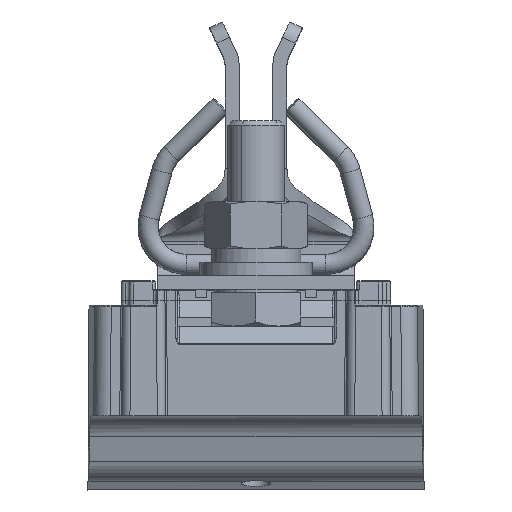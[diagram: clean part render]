
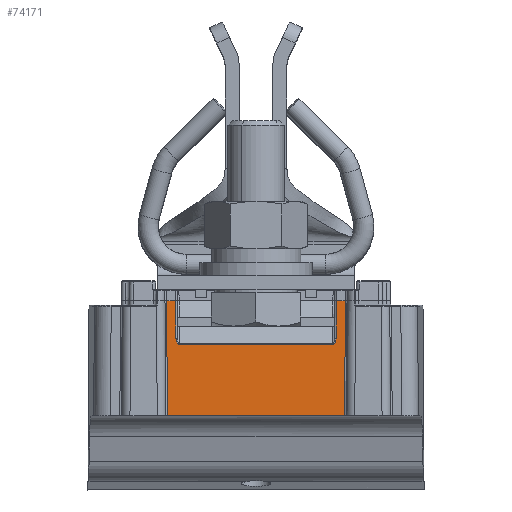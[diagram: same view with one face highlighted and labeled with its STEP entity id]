
A CAD part, top view. The second image highlights one B-rep face of the part: STEP entity #74171.
In plain terms, the highlighted face is planar.
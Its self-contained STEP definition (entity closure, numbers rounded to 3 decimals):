
#32100=CARTESIAN_POINT('',(15.895,-75.605,
33.5));
#32108=CARTESIAN_POINT('',(15.776,-75.724,
13.));
#34649=DIRECTION('',(-1.,0.,0.));
#34650=VECTOR('',#34649,1.6);
#34651=CARTESIAN_POINT('',(15.895,-75.605,
33.5));
#34652=LINE('',#34651,#34650);
#34657=DIRECTION('',(1.,0.,0.));
#34658=VECTOR('',#34657,1.6);
#34659=CARTESIAN_POINT('',(-15.895,-75.605,
33.5));
#34660=LINE('',#34659,#34658);
#34661=DIRECTION('',(0.006,-0.006,-1.));
#34662=VECTOR('',#34661,6.707);
#34663=CARTESIAN_POINT('',(-14.295,-75.605,
33.5));
#34664=LINE('',#34663,#34662);
#34665=CARTESIAN_POINT('',(-14.256,-75.644,
26.793));
#34666=CARTESIAN_POINT('',(-14.244,-75.645,
26.608));
#34667=CARTESIAN_POINT('',(-14.215,-75.647,
26.301));
#34668=CARTESIAN_POINT('',(-14.126,-75.648,
26.097));
#34669=CARTESIAN_POINT('',(-14.068,-75.649,
25.966));
#34670=CARTESIAN_POINT('',(-14.027,-75.649,
25.899));
#34671=CARTESIAN_POINT('',(-13.993,-75.65,
25.85));
#34672=CARTESIAN_POINT('',(-13.896,-75.65,
25.752));
#34673=CARTESIAN_POINT('',(-13.772,-75.651,
25.665));
#34674=CARTESIAN_POINT('',(-13.692,-75.651,
25.652));
#34675=CARTESIAN_POINT('',(-13.651,-75.651,
25.654));
#34677=DIRECTION('',(0.006,0.006,1.));
#34678=VECTOR('',#34677,6.707);
#34679=CARTESIAN_POINT('',(14.256,-75.644,
26.793));
#34680=LINE('',#34679,#34678);
#34681=DIRECTION('',(-0.006,-0.006,-1.));
#34682=VECTOR('',#34681,20.501);
#34683=CARTESIAN_POINT('',(15.895,-75.605,
33.5));
#34684=LINE('',#34683,#34682);
#34685=DIRECTION('',(-1.,0.,0.));
#34686=VECTOR('',#34685,31.551);
#34687=CARTESIAN_POINT('',(15.776,-75.724,
13.));
#34688=LINE('',#34687,#34686);
#34689=DIRECTION('',(-0.006,0.006,1.));
#34690=VECTOR('',#34689,20.501);
#34691=CARTESIAN_POINT('',(-15.776,-75.724,
13.));
#34692=LINE('',#34691,#34690);
#34777=CARTESIAN_POINT('',(14.256,-75.644,
26.793));
#34778=CARTESIAN_POINT('',(14.243,-75.645,
26.601));
#34779=CARTESIAN_POINT('',(14.212,-75.647,
26.285));
#34780=CARTESIAN_POINT('',(14.125,-75.648,
26.092));
#34781=CARTESIAN_POINT('',(14.065,-75.649,
25.964));
#34782=CARTESIAN_POINT('',(14.024,-75.649,
25.895));
#34783=CARTESIAN_POINT('',(13.991,-75.65,
25.845));
#34784=CARTESIAN_POINT('',(13.897,-75.65,
25.751));
#34785=CARTESIAN_POINT('',(13.771,-75.651,
25.666));
#34786=CARTESIAN_POINT('',(13.692,-75.651,
25.653));
#34787=CARTESIAN_POINT('',(13.651,-75.651,
25.654));
#34793=DIRECTION('',(-1.,0.,0.));
#34794=VECTOR('',#34793,27.302);
#34795=CARTESIAN_POINT('',(13.651,-75.651,
25.654));
#34796=LINE('',#34795,#34794);
#34821=CARTESIAN_POINT('',(-15.776,-75.724,
13.));
#40738=VERTEX_POINT('',#32100);
#40741=VERTEX_POINT('',#32108);
#40760=VERTEX_POINT('',#34821);
#41068=CARTESIAN_POINT('',(-15.895,-75.605,
33.5));
#41069=VERTEX_POINT('',#41068);
#41070=CARTESIAN_POINT('',(-14.295,-75.605,
33.5));
#41071=VERTEX_POINT('',#41070);
#41101=CARTESIAN_POINT('',(14.295,-75.605,
33.5));
#41102=VERTEX_POINT('',#41101);
#41103=CARTESIAN_POINT('',(-14.256,-75.644,
26.793));
#41104=VERTEX_POINT('',#41103);
#41105=VERTEX_POINT('',#34675);
#41106=CARTESIAN_POINT('',(13.651,-75.651,
25.654));
#41107=VERTEX_POINT('',#41106);
#41108=VERTEX_POINT('',#34777);
#74148=CARTESIAN_POINT('',(0.,-75.8,0.));
#74149=DIRECTION('',(0.,-1.,0.006));
#74150=DIRECTION('',(-1.,0.,0.));
#74151=AXIS2_PLACEMENT_3D('',#74148,#74149,#74150);
#74152=PLANE('',#74151);
#74153=ORIENTED_EDGE('',*,*,#73726,.T.);
#74155=ORIENTED_EDGE('',*,*,#74154,.T.);
#74157=ORIENTED_EDGE('',*,*,#74156,.T.);
#74159=ORIENTED_EDGE('',*,*,#74158,.F.);
#74161=ORIENTED_EDGE('',*,*,#74160,.F.);
#74163=ORIENTED_EDGE('',*,*,#74162,.T.);
#74164=ORIENTED_EDGE('',*,*,#74135,.F.);
#74165=ORIENTED_EDGE('',*,*,#65506,.T.);
#74166=ORIENTED_EDGE('',*,*,#65566,.T.);
#74168=ORIENTED_EDGE('',*,*,#74167,.T.);
#74169=EDGE_LOOP('',(#74153,#74155,#74157,#74159,#74161,#74163,#74164,#74165,
#74166,#74168));
#74170=FACE_OUTER_BOUND('',#74169,.F.);
#34676=B_SPLINE_CURVE_WITH_KNOTS('',3,(#34665,#34666,#34667,#34668,#34669,
#34670,#34671,#34672,#34673,#34674,#34675),.UNSPECIFIED.,.F.,.F.,(4,1,1,1,1,1,1,
1,4),(0.,0.125,0.25,0.375,0.5,0.625,0.75,0.875,1.),
.UNSPECIFIED.);
#34788=B_SPLINE_CURVE_WITH_KNOTS('',3,(#34777,#34778,#34779,#34780,#34781,
#34782,#34783,#34784,#34785,#34786,#34787),.UNSPECIFIED.,.F.,.F.,(4,1,1,1,1,1,1,
1,4),(0.,0.125,0.25,0.375,0.5,0.625,0.75,0.875,1.),
.UNSPECIFIED.);
#65506=EDGE_CURVE('',#40738,#40741,#34684,.T.);
#65566=EDGE_CURVE('',#40741,#40760,#34688,.T.);
#73726=EDGE_CURVE('',#41069,#41071,#34660,.T.);
#74135=EDGE_CURVE('',#40738,#41102,#34652,.T.);
#74154=EDGE_CURVE('',#41071,#41104,#34664,.T.);
#74156=EDGE_CURVE('',#41104,#41105,#34676,.T.);
#74158=EDGE_CURVE('',#41107,#41105,#34796,.T.);
#74160=EDGE_CURVE('',#41108,#41107,#34788,.T.);
#74162=EDGE_CURVE('',#41108,#41102,#34680,.T.);
#74167=EDGE_CURVE('',#40760,#41069,#34692,.T.);
#74171=ADVANCED_FACE('',(#74170),#74152,.T.);
